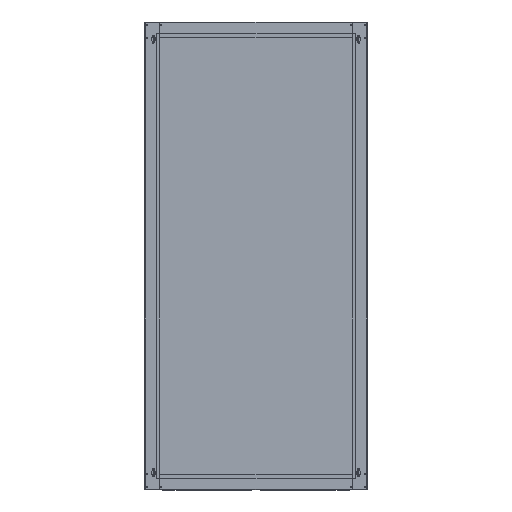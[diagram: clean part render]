
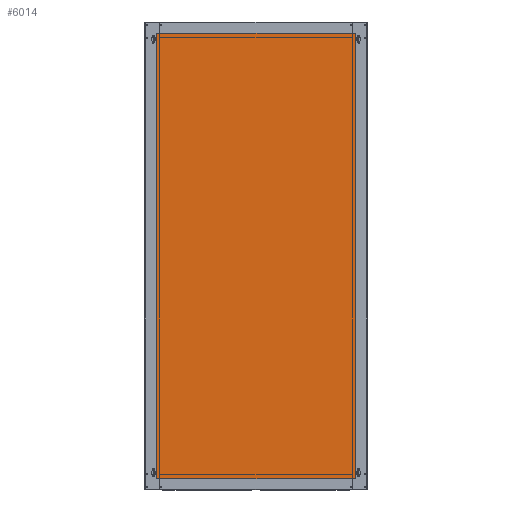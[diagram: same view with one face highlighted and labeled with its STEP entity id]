
A CAD part, top view. The second image highlights one B-rep face of the part: STEP entity #6014.
In plain terms, the highlighted planar face has unit normal (0, 0, 1).
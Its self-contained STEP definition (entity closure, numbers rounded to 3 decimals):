
#2155 = ORIENTED_EDGE ( 'NONE', *, *, #45150, .T. ) ;
#2727 = CARTESIAN_POINT ( 'NONE',  ( 0., -2058., 1. ) ) ;
#3803 = VECTOR ( 'NONE', #7070, 1000. ) ;
#4013 = EDGE_LOOP ( 'NONE', ( #23491, #2155, #45415, #39250 ) ) ;
#5161 = CARTESIAN_POINT ( 'NONE',  ( 916., 0., 1. ) ) ;
#6014 = ADVANCED_FACE ( 'NONE', ( #25429 ), #29036, .T. ) ;
#7070 = DIRECTION ( 'NONE',  ( 0., -1., 0. ) ) ;
#7907 = CARTESIAN_POINT ( 'NONE',  ( 0., -2058., 1. ) ) ;
#9014 = CARTESIAN_POINT ( 'NONE',  ( 916., -2058., 1. ) ) ;
#9218 = DIRECTION ( 'NONE',  ( 0., 1., 0. ) ) ;
#10641 = LINE ( 'NONE', #33021, #3803 ) ;
#11275 = AXIS2_PLACEMENT_3D ( 'NONE', #18306, #17602, #39462 ) ;
#13454 = LINE ( 'NONE', #2727, #20755 ) ;
#15304 = CARTESIAN_POINT ( 'NONE',  ( 0., 0., 1. ) ) ;
#15681 = CARTESIAN_POINT ( 'NONE',  ( 916., 0., 1. ) ) ;
#17602 = DIRECTION ( 'NONE',  ( 0., 0., 1. ) ) ;
#18196 = VERTEX_POINT ( 'NONE', #32343 ) ;
#18306 = CARTESIAN_POINT ( 'NONE',  ( 0., 0., 1. ) ) ;
#20755 = VECTOR ( 'NONE', #43907, 1000. ) ;
#23491 = ORIENTED_EDGE ( 'NONE', *, *, #41726, .T. ) ;
#24066 = VECTOR ( 'NONE', #9218, 1000. ) ;
#25429 = FACE_OUTER_BOUND ( 'NONE', #4013, .T. ) ;
#25766 = LINE ( 'NONE', #15304, #44986 ) ;
#29036 = PLANE ( 'NONE',  #11275 ) ;
#29158 = EDGE_CURVE ( 'NONE', #34853, #40532, #45168, .T. ) ;
#29598 = DIRECTION ( 'NONE',  ( -1., 0., 0. ) ) ;
#32343 = CARTESIAN_POINT ( 'NONE',  ( 0., 0., 1. ) ) ;
#33021 = CARTESIAN_POINT ( 'NONE',  ( 0., 0., 1. ) ) ;
#34344 = VERTEX_POINT ( 'NONE', #7907 ) ;
#34853 = VERTEX_POINT ( 'NONE', #9014 ) ;
#35276 = EDGE_CURVE ( 'NONE', #40532, #18196, #25766, .T. ) ;
#39250 = ORIENTED_EDGE ( 'NONE', *, *, #35276, .T. ) ;
#39462 = DIRECTION ( 'NONE',  ( 1., 0., 0. ) ) ;
#40532 = VERTEX_POINT ( 'NONE', #15681 ) ;
#41726 = EDGE_CURVE ( 'NONE', #18196, #34344, #10641, .T. ) ;
#43907 = DIRECTION ( 'NONE',  ( 1., 0., 0. ) ) ;
#44986 = VECTOR ( 'NONE', #29598, 1000. ) ;
#45150 = EDGE_CURVE ( 'NONE', #34344, #34853, #13454, .T. ) ;
#45168 = LINE ( 'NONE', #5161, #24066 ) ;
#45415 = ORIENTED_EDGE ( 'NONE', *, *, #29158, .T. ) ;
